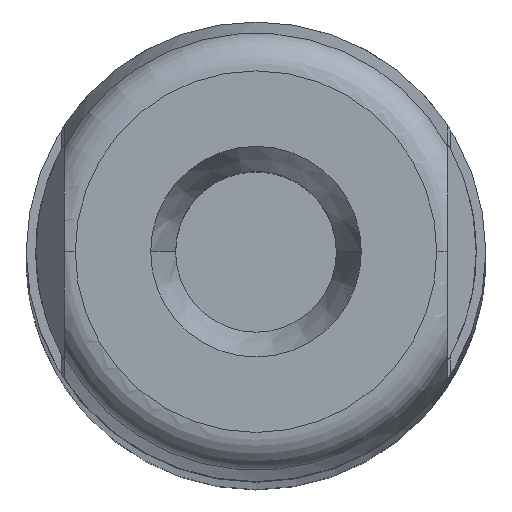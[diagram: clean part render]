
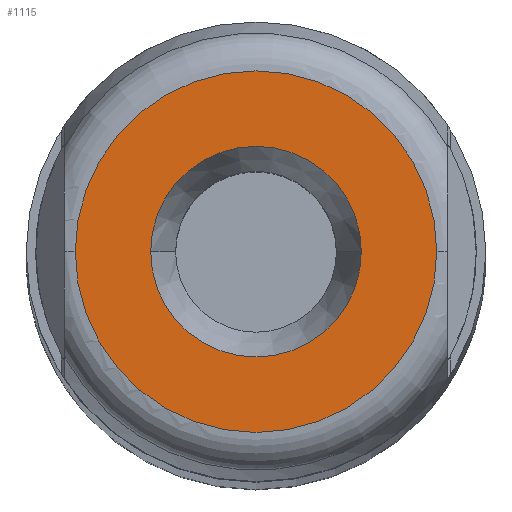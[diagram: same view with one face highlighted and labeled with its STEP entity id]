
A CAD part, top view. The second image highlights one B-rep face of the part: STEP entity #1115.
In plain terms, the highlighted planar face has unit normal (0, 0, 1).
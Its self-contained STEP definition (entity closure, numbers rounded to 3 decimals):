
#3 = AXIS2_PLACEMENT_3D ( 'NONE', #2108, #1625, #2519 ) ;
#80 = EDGE_CURVE ( 'NONE', #548, #2593, #1487, .T. ) ;
#150 = CARTESIAN_POINT ( 'NONE',  ( 0., 0., 0. ) ) ;
#209 = DIRECTION ( 'NONE',  ( 1., 0., 0. ) ) ;
#227 = AXIS2_PLACEMENT_3D ( 'NONE', #1388, #2313, #2091 ) ;
#241 = DIRECTION ( 'NONE',  ( 1., 0., 0. ) ) ;
#306 = CIRCLE ( 'NONE', #350, 4.72 ) ;
#350 = AXIS2_PLACEMENT_3D ( 'NONE', #2456, #921, #209 ) ;
#367 = FACE_BOUND ( 'NONE', #2863, .T. ) ;
#548 = VERTEX_POINT ( 'NONE', #1276 ) ;
#663 = EDGE_LOOP ( 'NONE', ( #1247, #1494 ) ) ;
#667 = CARTESIAN_POINT ( 'NONE',  ( -2.75, 0., 0. ) ) ;
#782 = ORIENTED_EDGE ( 'NONE', *, *, #1885, .F. ) ;
#921 = DIRECTION ( 'NONE',  ( 0., 0., 1. ) ) ;
#1036 = DIRECTION ( 'NONE',  ( 0., 0., -1. ) ) ;
#1080 = AXIS2_PLACEMENT_3D ( 'NONE', #1116, #1347, #241 ) ;
#1115 = ADVANCED_FACE ( 'NONE', ( #367, #1524 ), #2152, .F. ) ;
#1116 = CARTESIAN_POINT ( 'NONE',  ( 0., 0., 0. ) ) ;
#1158 = EDGE_CURVE ( 'NONE', #1837, #1898, #306, .T. ) ;
#1215 = CIRCLE ( 'NONE', #1080, 4.72 ) ;
#1247 = ORIENTED_EDGE ( 'NONE', *, *, #1158, .T. ) ;
#1276 = CARTESIAN_POINT ( 'NONE',  ( 2.75, 0., 0. ) ) ;
#1347 = DIRECTION ( 'NONE',  ( 0., 0., 1. ) ) ;
#1388 = CARTESIAN_POINT ( 'NONE',  ( 0., 0., 0. ) ) ;
#1406 = CIRCLE ( 'NONE', #3, 2.75 ) ;
#1487 = CIRCLE ( 'NONE', #227, 2.75 ) ;
#1494 = ORIENTED_EDGE ( 'NONE', *, *, #1677, .T. ) ;
#1509 = DIRECTION ( 'NONE',  ( -1., 0., 0. ) ) ;
#1524 = FACE_OUTER_BOUND ( 'NONE', #663, .T. ) ;
#1612 = AXIS2_PLACEMENT_3D ( 'NONE', #150, #1036, #1509 ) ;
#1625 = DIRECTION ( 'NONE',  ( 0., 0., 1. ) ) ;
#1677 = EDGE_CURVE ( 'NONE', #1898, #1837, #1215, .T. ) ;
#1837 = VERTEX_POINT ( 'NONE', #2073 ) ;
#1885 = EDGE_CURVE ( 'NONE', #2593, #548, #1406, .T. ) ;
#1898 = VERTEX_POINT ( 'NONE', #2300 ) ;
#2073 = CARTESIAN_POINT ( 'NONE',  ( 4.72, 0., 0. ) ) ;
#2091 = DIRECTION ( 'NONE',  ( 1., 0., 0. ) ) ;
#2108 = CARTESIAN_POINT ( 'NONE',  ( 0., 0., 0. ) ) ;
#2152 = PLANE ( 'NONE',  #1612 ) ;
#2300 = CARTESIAN_POINT ( 'NONE',  ( -4.72, 0., 0. ) ) ;
#2313 = DIRECTION ( 'NONE',  ( 0., 0., 1. ) ) ;
#2456 = CARTESIAN_POINT ( 'NONE',  ( 0., 0., 0. ) ) ;
#2519 = DIRECTION ( 'NONE',  ( 1., 0., 0. ) ) ;
#2593 = VERTEX_POINT ( 'NONE', #667 ) ;
#2703 = ORIENTED_EDGE ( 'NONE', *, *, #80, .F. ) ;
#2863 = EDGE_LOOP ( 'NONE', ( #2703, #782 ) ) ;
